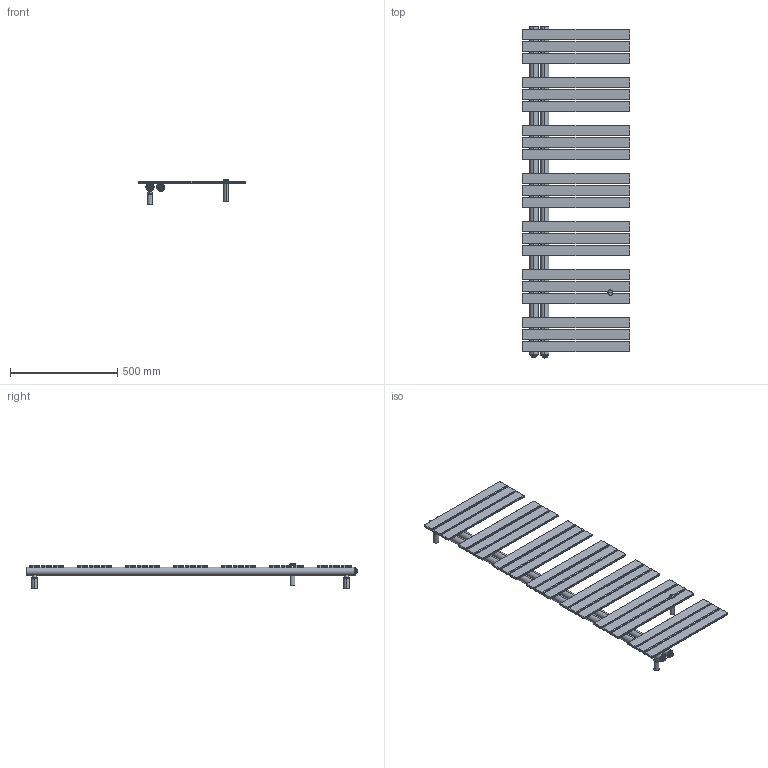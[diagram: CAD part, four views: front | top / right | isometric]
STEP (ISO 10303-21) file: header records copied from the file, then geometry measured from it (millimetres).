
FILE_DESCRIPTION((''),'2;1');
FILE_NAME('3551726100027_3D_SITO_ASM','2023-11-21T10:45:15',('PC132'),(''),'CREO PARAMETRIC BY PTC INC, 2023092','CREO PARAMETRIC BY PTC INC, 2023092','');
FILE_SCHEMA(('AUTOMOTIVE_DESIGN { 1 0 10303 214 1 1 1 1 }'));
Length unit declared in the file: millimetre
Products named in the file (4): 2551720500003_3D_SITO; BOTT_GIUNTO_KELLY_RAD50X10; 1041001240002; 3551726100027_3D_SITO_ASM
Assembly tree (4 placements, depth 2):
  3551726100027_3D_SITO_ASM
    2551720500003_3D_SITO
    BOTT_GIUNTO_KELLY_RAD50X10
    1041001240002  x2
Bounding box: 500 x 1549 x 115.5 mm (x, y, z)
Volume: 8779705.6 mm3; surface area: 1632389.8 mm2
Topology: 25 solids, 28 shells, 888 faces, 1952 edges, 1126 vertices
Faces by surface type: cylinder 364, plane 216, bspline 194, torus 82, cone 18, sphere 14
Entity records: 33823 total; most frequent: CARTESIAN_POINT 7693, DIRECTION 3956, ORIENTED_EDGE 3322, PRESENTATION_STYLE_ASSIGNMENT 1868, STYLED_ITEM 1799, CURVE_STYLE 1774, EDGE_CURVE 1663, AXIS2_PLACEMENT_3D 1591
